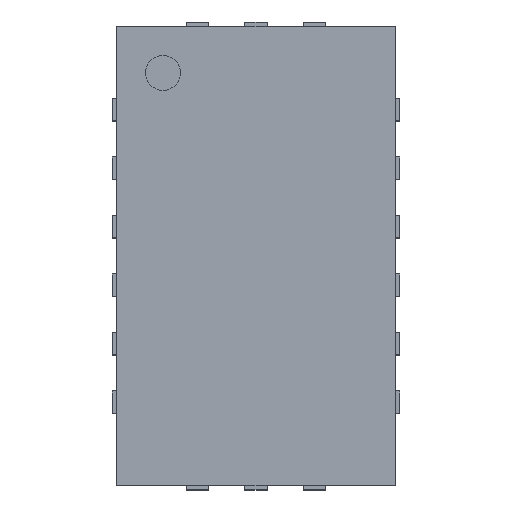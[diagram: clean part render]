
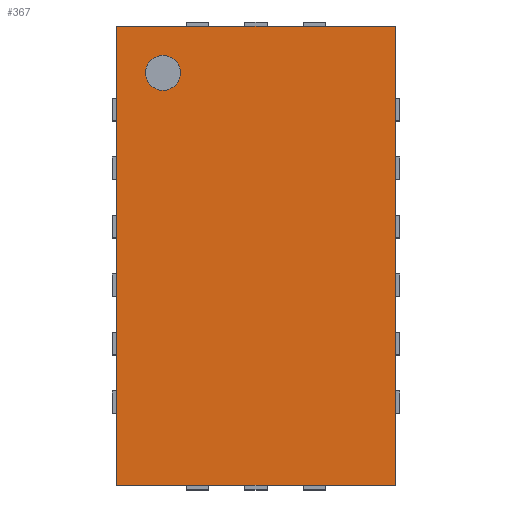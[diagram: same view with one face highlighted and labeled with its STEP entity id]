
A CAD part, top view. The second image highlights one B-rep face of the part: STEP entity #367.
In plain terms, the highlighted planar face has unit normal (0, 0, 1).
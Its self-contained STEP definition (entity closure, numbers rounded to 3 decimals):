
#178 = VERTEX_POINT('',#179);
#179 = CARTESIAN_POINT('',(0.,0.,1.));
#186 = PLANE('',#187);
#187 = AXIS2_PLACEMENT_3D('',#188,#189,#190);
#188 = CARTESIAN_POINT('',(0.,0.,0.05));
#189 = DIRECTION('',(1.,0.,-0.));
#190 = DIRECTION('',(0.,0.,1.));
#198 = PLANE('',#199);
#199 = AXIS2_PLACEMENT_3D('',#200,#201,#202);
#200 = CARTESIAN_POINT('',(0.,0.,0.05));
#201 = DIRECTION('',(-0.,1.,0.));
#202 = DIRECTION('',(0.,0.,1.));
#239 = VERTEX_POINT('',#240);
#240 = CARTESIAN_POINT('',(0.,5.1,1.));
#254 = PLANE('',#255);
#255 = AXIS2_PLACEMENT_3D('',#256,#257,#258);
#256 = CARTESIAN_POINT('',(0.,5.1,0.05));
#257 = DIRECTION('',(-0.,1.,0.));
#258 = DIRECTION('',(0.,0.,1.));
#266 = EDGE_CURVE('',#178,#239,#267,.T.);
#267 = SURFACE_CURVE('',#268,(#272,#279),.PCURVE_S1.);
#268 = LINE('',#269,#270);
#269 = CARTESIAN_POINT('',(0.,0.,1.));
#270 = VECTOR('',#271,1.);
#271 = DIRECTION('',(-0.,1.,0.));
#272 = PCURVE('',#186,#273);
#273 = DEFINITIONAL_REPRESENTATION('',(#274),#278);
#274 = LINE('',#275,#276);
#275 = CARTESIAN_POINT('',(0.95,0.));
#276 = VECTOR('',#277,1.);
#277 = DIRECTION('',(0.,-1.));
#278 = ( GEOMETRIC_REPRESENTATION_CONTEXT(2) 
PARAMETRIC_REPRESENTATION_CONTEXT() REPRESENTATION_CONTEXT('2D SPACE',''
  ) );
#279 = PCURVE('',#280,#285);
#280 = PLANE('',#281);
#281 = AXIS2_PLACEMENT_3D('',#282,#283,#284);
#282 = CARTESIAN_POINT('',(0.,0.,1.));
#283 = DIRECTION('',(0.,0.,1.));
#284 = DIRECTION('',(1.,0.,-0.));
#285 = DEFINITIONAL_REPRESENTATION('',(#286),#290);
#286 = LINE('',#287,#288);
#287 = CARTESIAN_POINT('',(0.,0.));
#288 = VECTOR('',#289,1.);
#289 = DIRECTION('',(0.,1.));
#290 = ( GEOMETRIC_REPRESENTATION_CONTEXT(2) 
PARAMETRIC_REPRESENTATION_CONTEXT() REPRESENTATION_CONTEXT('2D SPACE',''
  ) );
#319 = EDGE_CURVE('',#178,#320,#322,.T.);
#320 = VERTEX_POINT('',#321);
#321 = CARTESIAN_POINT('',(3.1,0.,1.));
#322 = SURFACE_CURVE('',#323,(#327,#334),.PCURVE_S1.);
#323 = LINE('',#324,#325);
#324 = CARTESIAN_POINT('',(0.,0.,1.));
#325 = VECTOR('',#326,1.);
#326 = DIRECTION('',(1.,0.,-0.));
#327 = PCURVE('',#198,#328);
#328 = DEFINITIONAL_REPRESENTATION('',(#329),#333);
#329 = LINE('',#330,#331);
#330 = CARTESIAN_POINT('',(0.95,0.));
#331 = VECTOR('',#332,1.);
#332 = DIRECTION('',(0.,1.));
#333 = ( GEOMETRIC_REPRESENTATION_CONTEXT(2) 
PARAMETRIC_REPRESENTATION_CONTEXT() REPRESENTATION_CONTEXT('2D SPACE',''
  ) );
#334 = PCURVE('',#280,#335);
#335 = DEFINITIONAL_REPRESENTATION('',(#336),#340);
#336 = LINE('',#337,#338);
#337 = CARTESIAN_POINT('',(0.,0.));
#338 = VECTOR('',#339,1.);
#339 = DIRECTION('',(1.,0.));
#340 = ( GEOMETRIC_REPRESENTATION_CONTEXT(2) 
PARAMETRIC_REPRESENTATION_CONTEXT() REPRESENTATION_CONTEXT('2D SPACE',''
  ) );
#356 = PLANE('',#357);
#357 = AXIS2_PLACEMENT_3D('',#358,#359,#360);
#358 = CARTESIAN_POINT('',(3.1,0.,0.05));
#359 = DIRECTION('',(1.,0.,-0.));
#360 = DIRECTION('',(0.,0.,1.));
#367 = ADVANCED_FACE('',(#368,#416),#280,.T.);
#368 = FACE_BOUND('',#369,.T.);
#369 = EDGE_LOOP('',(#370,#371,#372,#395));
#370 = ORIENTED_EDGE('',*,*,#266,.F.);
#371 = ORIENTED_EDGE('',*,*,#319,.T.);
#372 = ORIENTED_EDGE('',*,*,#373,.T.);
#373 = EDGE_CURVE('',#320,#374,#376,.T.);
#374 = VERTEX_POINT('',#375);
#375 = CARTESIAN_POINT('',(3.1,5.1,1.));
#376 = SURFACE_CURVE('',#377,(#381,#388),.PCURVE_S1.);
#377 = LINE('',#378,#379);
#378 = CARTESIAN_POINT('',(3.1,0.,1.));
#379 = VECTOR('',#380,1.);
#380 = DIRECTION('',(-0.,1.,0.));
#381 = PCURVE('',#280,#382);
#382 = DEFINITIONAL_REPRESENTATION('',(#383),#387);
#383 = LINE('',#384,#385);
#384 = CARTESIAN_POINT('',(3.1,0.));
#385 = VECTOR('',#386,1.);
#386 = DIRECTION('',(0.,1.));
#387 = ( GEOMETRIC_REPRESENTATION_CONTEXT(2) 
PARAMETRIC_REPRESENTATION_CONTEXT() REPRESENTATION_CONTEXT('2D SPACE',''
  ) );
#388 = PCURVE('',#356,#389);
#389 = DEFINITIONAL_REPRESENTATION('',(#390),#394);
#390 = LINE('',#391,#392);
#391 = CARTESIAN_POINT('',(0.95,0.));
#392 = VECTOR('',#393,1.);
#393 = DIRECTION('',(0.,-1.));
#394 = ( GEOMETRIC_REPRESENTATION_CONTEXT(2) 
PARAMETRIC_REPRESENTATION_CONTEXT() REPRESENTATION_CONTEXT('2D SPACE',''
  ) );
#395 = ORIENTED_EDGE('',*,*,#396,.F.);
#396 = EDGE_CURVE('',#239,#374,#397,.T.);
#397 = SURFACE_CURVE('',#398,(#402,#409),.PCURVE_S1.);
#398 = LINE('',#399,#400);
#399 = CARTESIAN_POINT('',(0.,5.1,1.));
#400 = VECTOR('',#401,1.);
#401 = DIRECTION('',(1.,0.,-0.));
#402 = PCURVE('',#280,#403);
#403 = DEFINITIONAL_REPRESENTATION('',(#404),#408);
#404 = LINE('',#405,#406);
#405 = CARTESIAN_POINT('',(0.,5.1));
#406 = VECTOR('',#407,1.);
#407 = DIRECTION('',(1.,0.));
#408 = ( GEOMETRIC_REPRESENTATION_CONTEXT(2) 
PARAMETRIC_REPRESENTATION_CONTEXT() REPRESENTATION_CONTEXT('2D SPACE',''
  ) );
#409 = PCURVE('',#254,#410);
#410 = DEFINITIONAL_REPRESENTATION('',(#411),#415);
#411 = LINE('',#412,#413);
#412 = CARTESIAN_POINT('',(0.95,0.));
#413 = VECTOR('',#414,1.);
#414 = DIRECTION('',(0.,1.));
#415 = ( GEOMETRIC_REPRESENTATION_CONTEXT(2) 
PARAMETRIC_REPRESENTATION_CONTEXT() REPRESENTATION_CONTEXT('2D SPACE',''
  ) );
#416 = FACE_BOUND('',#417,.T.);
#417 = EDGE_LOOP('',(#418));
#418 = ORIENTED_EDGE('',*,*,#419,.F.);
#419 = EDGE_CURVE('',#420,#420,#422,.T.);
#420 = VERTEX_POINT('',#421);
#421 = CARTESIAN_POINT('',(0.71,4.583,1.));
#422 = SURFACE_CURVE('',#423,(#428,#435),.PCURVE_S1.);
#423 = CIRCLE('',#424,0.194);
#424 = AXIS2_PLACEMENT_3D('',#425,#426,#427);
#425 = CARTESIAN_POINT('',(0.517,4.583,1.));
#426 = DIRECTION('',(0.,0.,1.));
#427 = DIRECTION('',(1.,0.,-0.));
#428 = PCURVE('',#280,#429);
#429 = DEFINITIONAL_REPRESENTATION('',(#430),#434);
#430 = CIRCLE('',#431,0.194);
#431 = AXIS2_PLACEMENT_2D('',#432,#433);
#432 = CARTESIAN_POINT('',(0.517,4.583));
#433 = DIRECTION('',(1.,0.));
#434 = ( GEOMETRIC_REPRESENTATION_CONTEXT(2) 
PARAMETRIC_REPRESENTATION_CONTEXT() REPRESENTATION_CONTEXT('2D SPACE',''
  ) );
#435 = PCURVE('',#436,#441);
#436 = CYLINDRICAL_SURFACE('',#437,0.194);
#437 = AXIS2_PLACEMENT_3D('',#438,#439,#440);
#438 = CARTESIAN_POINT('',(0.517,4.583,0.9));
#439 = DIRECTION('',(0.,0.,1.));
#440 = DIRECTION('',(1.,0.,-0.));
#441 = DEFINITIONAL_REPRESENTATION('',(#442),#446);
#442 = LINE('',#443,#444);
#443 = CARTESIAN_POINT('',(0.,0.1));
#444 = VECTOR('',#445,1.);
#445 = DIRECTION('',(1.,0.));
#446 = ( GEOMETRIC_REPRESENTATION_CONTEXT(2) 
PARAMETRIC_REPRESENTATION_CONTEXT() REPRESENTATION_CONTEXT('2D SPACE',''
  ) );
